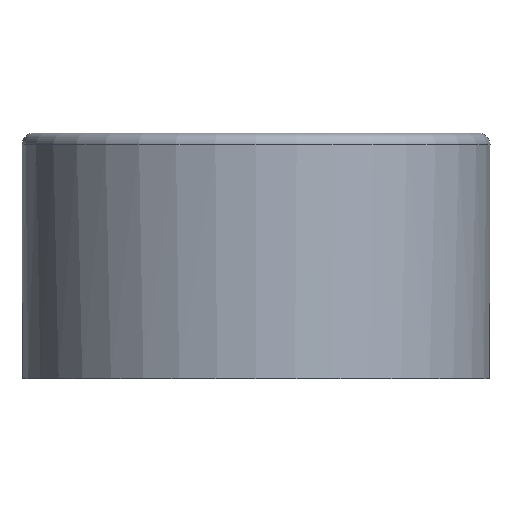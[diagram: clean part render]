
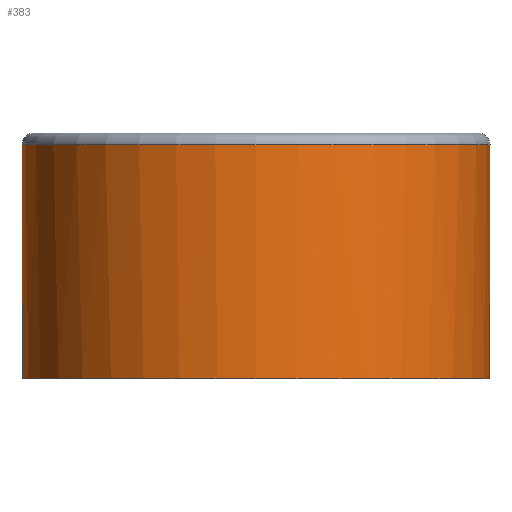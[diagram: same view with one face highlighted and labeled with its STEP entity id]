
A CAD part, front view. The second image highlights one B-rep face of the part: STEP entity #383.
In plain terms, the highlighted cylindrical face has radius 20 mm (diameter 40 mm), a full revolution.
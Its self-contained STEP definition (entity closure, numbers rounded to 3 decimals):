
#32=CYLINDRICAL_SURFACE('',#429,20.);
#49=FACE_OUTER_BOUND('',#72,.T.);
#72=EDGE_LOOP('',(#278,#279,#280,#281,#282,#283,#284,#285));
#96=CIRCLE('',#418,20.);
#97=CIRCLE('',#419,20.);
#103=CIRCLE('',#426,20.);
#105=CIRCLE('',#430,20.);
#128=LINE('',#622,#149);
#129=LINE('',#623,#150);
#130=LINE('',#627,#151);
#149=VECTOR('',#500,10.);
#150=VECTOR('',#501,10.);
#151=VECTOR('',#506,20.);
#163=VERTEX_POINT('',#589);
#164=VERTEX_POINT('',#590);
#165=VERTEX_POINT('',#592);
#176=VERTEX_POINT('',#615);
#177=VERTEX_POINT('',#617);
#178=VERTEX_POINT('',#625);
#202=EDGE_CURVE('',#165,#164,#96,.F.);
#203=EDGE_CURVE('',#163,#165,#97,.F.);
#214=EDGE_CURVE('',#177,#176,#103,.T.);
#217=EDGE_CURVE('',#164,#177,#128,.T.);
#218=EDGE_CURVE('',#176,#163,#129,.T.);
#219=EDGE_CURVE('',#178,#178,#105,.T.);
#220=EDGE_CURVE('',#178,#165,#130,.T.);
#278=ORIENTED_EDGE('',*,*,#219,.F.);
#279=ORIENTED_EDGE('',*,*,#220,.T.);
#280=ORIENTED_EDGE('',*,*,#202,.T.);
#281=ORIENTED_EDGE('',*,*,#217,.T.);
#282=ORIENTED_EDGE('',*,*,#214,.T.);
#283=ORIENTED_EDGE('',*,*,#218,.T.);
#284=ORIENTED_EDGE('',*,*,#203,.T.);
#285=ORIENTED_EDGE('',*,*,#220,.F.);
#383=ADVANCED_FACE('',(#49),#32,.T.);
#418=AXIS2_PLACEMENT_3D('',#593,#472,#473);
#419=AXIS2_PLACEMENT_3D('',#594,#474,#475);
#426=AXIS2_PLACEMENT_3D('',#618,#493,#494);
#429=AXIS2_PLACEMENT_3D('',#624,#502,#503);
#430=AXIS2_PLACEMENT_3D('',#626,#504,#505);
#472=DIRECTION('center_axis',(0.,0.,-1.));
#473=DIRECTION('ref_axis',(1.,0.,0.));
#474=DIRECTION('center_axis',(0.,0.,-1.));
#475=DIRECTION('ref_axis',(1.,0.,0.));
#493=DIRECTION('center_axis',(0.,0.,
1.));
#494=DIRECTION('ref_axis',(1.,0.,0.));
#500=DIRECTION('',(0.,0.,1.));
#501=DIRECTION('',(0.,0.,-1.));
#502=DIRECTION('center_axis',(0.,0.,1.));
#503=DIRECTION('ref_axis',(1.,0.,0.));
#504=DIRECTION('center_axis',(0.,0.,1.));
#505=DIRECTION('ref_axis',(1.,0.,0.));
#506=DIRECTION('',(0.,0.,-1.));
#589=CARTESIAN_POINT('',(161.219,-81.821,1.6));
#590=CARTESIAN_POINT('',(161.219,-114.739,1.6));
#592=CARTESIAN_POINT('',(129.856,-98.28,1.6));
#593=CARTESIAN_POINT('Origin',(149.856,-98.28,1.6));
#594=CARTESIAN_POINT('Origin',(149.856,-98.28,1.6));
#615=CARTESIAN_POINT('',(161.219,-81.821,11.6));
#617=CARTESIAN_POINT('',(161.219,-114.739,11.6));
#618=CARTESIAN_POINT('Origin',(149.856,-98.28,11.6));
#622=CARTESIAN_POINT('',(161.219,-114.739,1.6));
#623=CARTESIAN_POINT('',(161.219,-81.821,1.6));
#624=CARTESIAN_POINT('Origin',(149.856,-98.28,1.6));
#625=CARTESIAN_POINT('',(129.856,-98.28,21.6));
#626=CARTESIAN_POINT('Origin',(149.856,-98.28,21.6));
#627=CARTESIAN_POINT('',(129.856,-98.28,1.6));
